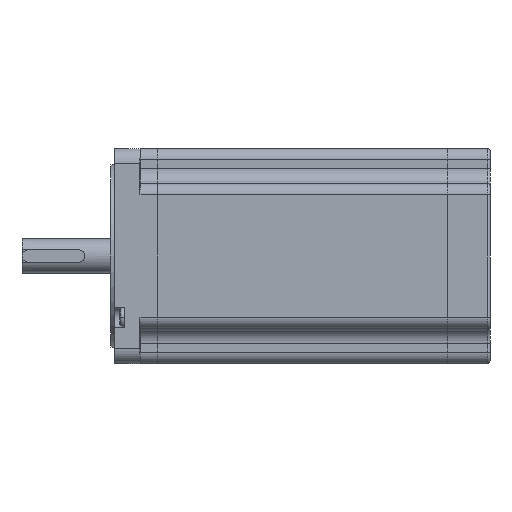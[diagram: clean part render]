
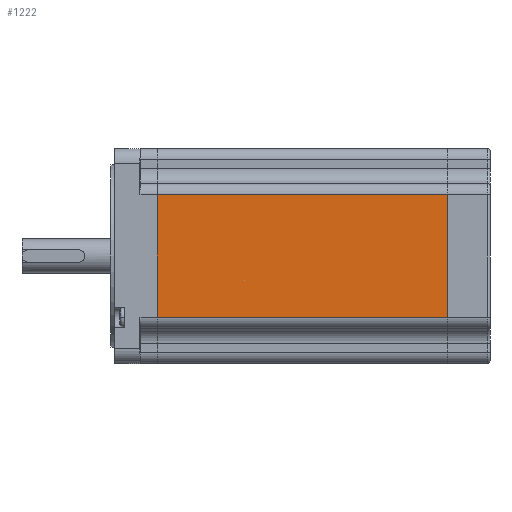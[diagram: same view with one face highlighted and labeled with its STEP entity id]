
A CAD part, left-side view. The second image highlights one B-rep face of the part: STEP entity #1222.
In plain terms, the highlighted planar face has unit normal (-1, 0, 0).
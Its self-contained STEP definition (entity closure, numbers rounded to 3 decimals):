
#261 = ORIENTED_EDGE ( 'NONE', *, *, #3272, .T. ) ;
#290 = DIRECTION ( 'NONE',  ( 0., 0., 1. ) ) ;
#930 = VECTOR ( 'NONE', #7496, 1000. ) ;
#1168 = ORIENTED_EDGE ( 'NONE', *, *, #1984, .T. ) ;
#1222 = ADVANCED_FACE ( 'NONE', ( #5722 ), #2773, .F. ) ;
#1984 = EDGE_CURVE ( 'NONE', #3271, #2428, #4791, .T. ) ;
#2376 = ORIENTED_EDGE ( 'NONE', *, *, #3135, .F. ) ;
#2428 = VERTEX_POINT ( 'NONE', #5718 ) ;
#2598 = DIRECTION ( 'NONE',  ( 0., 0., -1. ) ) ;
#2773 = PLANE ( 'NONE',  #4104 ) ;
#3135 = EDGE_CURVE ( 'NONE', #7304, #3473, #6098, .T. ) ;
#3271 = VERTEX_POINT ( 'NONE', #6276 ) ;
#3272 = EDGE_CURVE ( 'NONE', #7304, #3271, #4981, .T. ) ;
#3393 = CARTESIAN_POINT ( 'NONE',  ( 0., 116., -18.5 ) ) ;
#3411 = VECTOR ( 'NONE', #4512, 1000. ) ;
#3473 = VERTEX_POINT ( 'NONE', #5837 ) ;
#3703 = LINE ( 'NONE', #3393, #930 ) ;
#3780 = CARTESIAN_POINT ( 'NONE',  ( 0., 116., -18.5 ) ) ;
#3817 = CARTESIAN_POINT ( 'NONE',  ( 0., 116., -18.5 ) ) ;
#4055 = VECTOR ( 'NONE', #290, 1000. ) ;
#4104 = AXIS2_PLACEMENT_3D ( 'NONE', #3780, #5520, #2598 ) ;
#4272 = CARTESIAN_POINT ( 'NONE',  ( 0., 116., -67.5 ) ) ;
#4512 = DIRECTION ( 'NONE',  ( 0., -1., 0. ) ) ;
#4791 = LINE ( 'NONE', #5516, #6364 ) ;
#4979 = DIRECTION ( 'NONE',  ( 0., 0., 1. ) ) ;
#4981 = LINE ( 'NONE', #6862, #3411 ) ;
#5516 = CARTESIAN_POINT ( 'NONE',  ( 0., 0., -18.5 ) ) ;
#5520 = DIRECTION ( 'NONE',  ( 1., 0., 0. ) ) ;
#5718 = CARTESIAN_POINT ( 'NONE',  ( 0., 0., -18.5 ) ) ;
#5722 = FACE_OUTER_BOUND ( 'NONE', #6300, .T. ) ;
#5837 = CARTESIAN_POINT ( 'NONE',  ( 0., 116., -18.5 ) ) ;
#6098 = LINE ( 'NONE', #3817, #4055 ) ;
#6276 = CARTESIAN_POINT ( 'NONE',  ( 0., 0., -67.5 ) ) ;
#6300 = EDGE_LOOP ( 'NONE', ( #1168, #6335, #2376, #261 ) ) ;
#6335 = ORIENTED_EDGE ( 'NONE', *, *, #6566, .F. ) ;
#6364 = VECTOR ( 'NONE', #4979, 1000. ) ;
#6566 = EDGE_CURVE ( 'NONE', #3473, #2428, #3703, .T. ) ;
#6862 = CARTESIAN_POINT ( 'NONE',  ( 0., 116., -67.5 ) ) ;
#7304 = VERTEX_POINT ( 'NONE', #4272 ) ;
#7496 = DIRECTION ( 'NONE',  ( 0., -1., 0. ) ) ;
